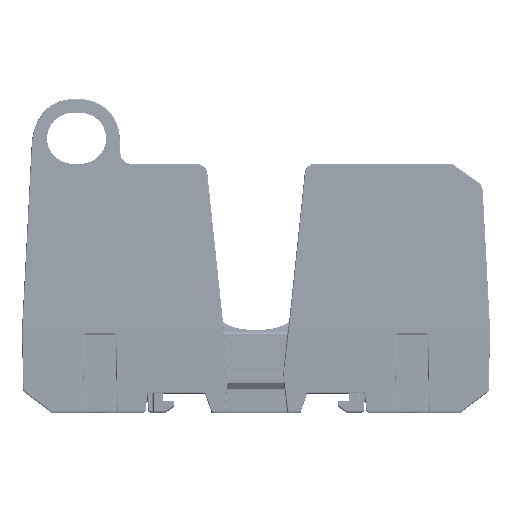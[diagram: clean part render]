
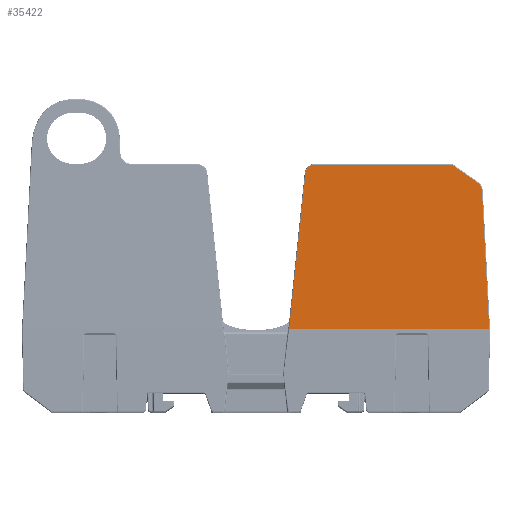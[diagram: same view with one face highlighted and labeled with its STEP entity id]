
A CAD part, top view. The second image highlights one B-rep face of the part: STEP entity #35422.
In plain terms, the highlighted planar face has unit normal (0, 0.009, 1).
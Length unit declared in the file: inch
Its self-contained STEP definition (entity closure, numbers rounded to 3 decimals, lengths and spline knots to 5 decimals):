
#95 = CARTESIAN_POINT ( 'NONE',  ( 1.60303, 2.5901, 0.52703 ) ) ;
#12573 = CARTESIAN_POINT ( 'NONE',  ( 0.40029, 1.80502, 0.53388 ) ) ;
#13827 = VERTEX_POINT ( 'NONE', #149163 ) ;
#15420 = DIRECTION ( 'NONE',  ( 0.105, 0.994, -0.009 ) ) ;
#17368 = CARTESIAN_POINT ( 'NONE',  ( 1.41021, 1.81304, 0.53381 ) ) ;
#18411 = B_SPLINE_CURVE_WITH_KNOTS ( 'NONE', 3,
 ( #70169, #146529, #95833, #19515, #108632, #32286 ),
 .UNSPECIFIED., .F., .F.,
 ( 4, 2, 4 ),
 ( 0., 0.5, 1. ),
 .UNSPECIFIED. ) ;
#19515 = CARTESIAN_POINT ( 'NONE',  ( 1.64994, 1.64637, 0.53527 ) ) ;
#22980 = DIRECTION ( 'NONE',  ( 1., 0., 0. ) ) ;
#23417 = CARTESIAN_POINT ( 'NONE',  ( -1.71261, 0.6122, 0.54429 ) ) ;
#23770 = CARTESIAN_POINT ( 'NONE',  ( 0.2429, 0.6122, 0.54429 ) ) ;
#25039 = VECTOR ( 'NONE', #22980, 39.37008 ) ;
#25326 = CARTESIAN_POINT ( 'NONE',  ( 0.42579, 1.81304, 0.53381 ) ) ;
#26799 = CARTESIAN_POINT ( 'NONE',  ( 1.42508, 1.81304, 0.53381 ) ) ;
#28720 = LINE ( 'NONE', #78876, #62540 ) ;
#30406 = CARTESIAN_POINT ( 'NONE',  ( 1.65364, 1.6245, 0.53546 ) ) ;
#32286 = CARTESIAN_POINT ( 'NONE',  ( 1.65364, 1.6245, 0.53546 ) ) ;
#33454 = VERTEX_POINT ( 'NONE', #58817 ) ;
#35422 = ADVANCED_FACE ( 'NONE', ( #92401 ), #96921, .F. ) ;
#36676 = VERTEX_POINT ( 'NONE', #17368 ) ;
#37511 = CARTESIAN_POINT ( 'NONE',  ( 0.36319, 1.75667, 0.5343 ) ) ;
#38568 = VERTEX_POINT ( 'NONE', #92792 ) ;
#39616 = VERTEX_POINT ( 'NONE', #95172 ) ;
#39684 = LINE ( 'NONE', #95, #137348 ) ;
#39922 = DIRECTION ( 'NONE',  ( 0.819, -0.574, 0.005 ) ) ;
#40487 = VECTOR ( 'NONE', #39922, 39.37008 ) ;
#45794 = B_SPLINE_CURVE_WITH_KNOTS ( 'NONE', 3,
 ( #115946, #26799, #128676, #52324 ),
 .UNSPECIFIED., .F., .F.,
 ( 4, 4 ),
 ( 0., 1. ),
 .UNSPECIFIED. ) ;
#51868 = CARTESIAN_POINT ( 'NONE',  ( 0.43469, 1.81304, 0.53381 ) ) ;
#52324 = CARTESIAN_POINT ( 'NONE',  ( 1.45199, 1.79987, 0.53393 ) ) ;
#58817 = CARTESIAN_POINT ( 'NONE',  ( 0.36226, 1.74782, 0.53438 ) ) ;
#62540 = VECTOR ( 'NONE', #15420, 39.37008 ) ;
#64764 = EDGE_CURVE ( 'NONE', #111525, #33454, #28720, .T. ) ;
#70169 = CARTESIAN_POINT ( 'NONE',  ( 1.62268, 1.68035, 0.53497 ) ) ;
#71804 = CARTESIAN_POINT ( 'NONE',  ( -1.71261, 0.6122, 0.54429 ) ) ;
#76034 = CARTESIAN_POINT ( 'NONE',  ( 0.37384, 1.7812, 0.53409 ) ) ;
#76345 = DIRECTION ( 'NONE',  ( 0.052, -0.999, 0.009 ) ) ;
#78876 = CARTESIAN_POINT ( 'NONE',  ( 0.2429, 0.6122, 0.54429 ) ) ;
#81573 = ORIENTED_EDGE ( 'NONE', *, *, #104365, .F. ) ;
#84663 = DIRECTION ( 'NONE',  ( 0., 1., -0.009 ) ) ;
#84801 = ORIENTED_EDGE ( 'NONE', *, *, #95843, .F. ) ;
#86466 = ORIENTED_EDGE ( 'NONE', *, *, #87273, .F. ) ;
#86541 = EDGE_CURVE ( 'NONE', #111525, #13827, #90771, .T. ) ;
#87273 = EDGE_CURVE ( 'NONE', #38568, #39616, #138115, .T. ) ;
#88816 = CARTESIAN_POINT ( 'NONE',  ( 0.39257, 1.80029, 0.53392 ) ) ;
#89174 = ORIENTED_EDGE ( 'NONE', *, *, #158714, .F. ) ;
#90227 = ORIENTED_EDGE ( 'NONE', *, *, #141615, .F. ) ;
#90771 = LINE ( 'NONE', #23417, #154494 ) ;
#92220 = ORIENTED_EDGE ( 'NONE', *, *, #133154, .F. ) ;
#92401 = FACE_OUTER_BOUND ( 'NONE', #109107, .T. ) ;
#92792 = CARTESIAN_POINT ( 'NONE',  ( 1.45199, 1.79987, 0.53393 ) ) ;
#95172 = CARTESIAN_POINT ( 'NONE',  ( 1.62268, 1.68035, 0.53497 ) ) ;
#95833 = CARTESIAN_POINT ( 'NONE',  ( 1.63926, 1.66564, 0.5351 ) ) ;
#95843 = EDGE_CURVE ( 'NONE', #39616, #108038, #18411, .T. ) ;
#96921 = PLANE ( 'NONE',  #105587 ) ;
#97088 = ORIENTED_EDGE ( 'NONE', *, *, #64764, .F. ) ;
#98327 = ORIENTED_EDGE ( 'NONE', *, *, #86541, .T. ) ;
#99756 = DIRECTION ( 'NONE',  ( 1., 0., 0. ) ) ;
#100436 = CARTESIAN_POINT ( 'NONE',  ( -1.71261, 1.81304, 0.53381 ) ) ;
#101670 = CARTESIAN_POINT ( 'NONE',  ( 0.4169, 1.81139, 0.53383 ) ) ;
#104365 = EDGE_CURVE ( 'NONE', #108038, #13827, #39684, .T. ) ;
#105587 = AXIS2_PLACEMENT_3D ( 'NONE', #71804, #160909, #84663 ) ;
#108038 = VERTEX_POINT ( 'NONE', #30406 ) ;
#108632 = CARTESIAN_POINT ( 'NONE',  ( 1.65306, 1.63551, 0.53536 ) ) ;
#109107 = EDGE_LOOP ( 'NONE', ( #81573, #84801, #86466, #89174, #90227, #92220, #97088, #98327 ) ) ;
#111525 = VERTEX_POINT ( 'NONE', #23770 ) ;
#114450 = CARTESIAN_POINT ( 'NONE',  ( 0.43469, 1.81304, 0.53381 ) ) ;
#115946 = CARTESIAN_POINT ( 'NONE',  ( 1.41021, 1.81304, 0.53381 ) ) ;
#116297 = CARTESIAN_POINT ( 'NONE',  ( 1.45199, 1.79987, 0.53393 ) ) ;
#126651 = CARTESIAN_POINT ( 'NONE',  ( 0.36226, 1.74782, 0.53438 ) ) ;
#128676 = CARTESIAN_POINT ( 'NONE',  ( 1.43981, 1.8084, 0.53385 ) ) ;
#133154 = EDGE_CURVE ( 'NONE', #33454, #148926, #149940, .T. ) ;
#137348 = VECTOR ( 'NONE', #76345, 39.37008 ) ;
#138115 = LINE ( 'NONE', #116297, #40487 ) ;
#141615 = EDGE_CURVE ( 'NONE', #148926, #36676, #156526, .T. ) ;
#146529 = CARTESIAN_POINT ( 'NONE',  ( 1.6317, 1.67403, 0.53502 ) ) ;
#148926 = VERTEX_POINT ( 'NONE', #51868 ) ;
#149163 = CARTESIAN_POINT ( 'NONE',  ( 1.70669, 0.6122, 0.54429 ) ) ;
#149940 = B_SPLINE_CURVE_WITH_KNOTS ( 'NONE', 3,
 ( #126651, #37511, #152261, #76034, #165096, #88816, #12573, #101670, #25326, #114450 ),
 .UNSPECIFIED., .F., .F.,
 ( 4, 2, 2, 2, 4 ),
 ( 0., 0.25, 0.5, 0.75, 1. ),
 .UNSPECIFIED. ) ;
#152261 = CARTESIAN_POINT ( 'NONE',  ( 0.36576, 1.76535, 0.53423 ) ) ;
#154494 = VECTOR ( 'NONE', #99756, 39.37008 ) ;
#156526 = LINE ( 'NONE', #100436, #25039 ) ;
#158714 = EDGE_CURVE ( 'NONE', #36676, #38568, #45794, .T. ) ;
#160909 = DIRECTION ( 'NONE',  ( 0., -0.009, -1. ) ) ;
#165096 = CARTESIAN_POINT ( 'NONE',  ( 0.37935, 1.78838, 0.53403 ) ) ;
